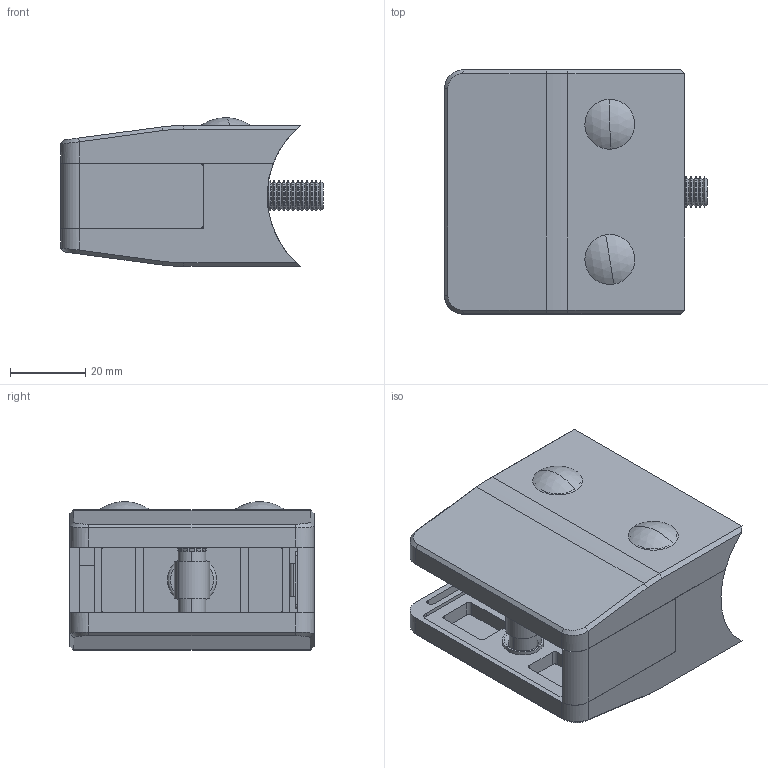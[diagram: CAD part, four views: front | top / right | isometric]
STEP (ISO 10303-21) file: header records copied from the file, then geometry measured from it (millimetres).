
FILE_DESCRIPTION (( 'STEP AP203' ), '1' );
FILE_NAME ('3548-ZN20.step', '2017-02-13T10:46:58', ( '' ), ( '' ), 'SwSTEP 2.0', 'SolidWorks 2015', '' );
FILE_SCHEMA (( 'CONFIG_CONTROL_DESIGN' ));
Length unit declared in the file: millimetre
Products named in the file (13): Haltegummi_35-Gummi; 35-Stift Teil2_35-Stift Teil2; 35xx-XXX Teil2_3548-ZN20; 35-Boden-XXX_35-Boden-ZN20; 35-Stift Teil1_35-Stift Teil1; 35-Kappe_35-Kappe; 35-Boden-GU_35-Boden-GU; 35-Boden_35-Boden-ZN20; socket head cap screw_din_DIN 912 M8 x 20 --- 20S; socket countersunk head screw_din_DIN 7991 - M6 x 16 --- 16S; 3548-ZN20; 35-Stift; 35xx-XXX Teil1_3548-ZN20
Assembly tree (15 placements, depth 3):
  3548-ZN20
    35xx-XXX Teil1_3548-ZN20
    35xx-XXX Teil2_3548-ZN20
    socket countersunk head screw_din_DIN 7991 - M6 x 16 --- 16S  x2
    socket head cap screw_din_DIN 912 M8 x 20 --- 20S
    35-Stift
      35-Stift Teil1_35-Stift Teil1
      35-Stift Teil2_35-Stift Teil2
    35-Kappe_35-Kappe  x2
    Haltegummi_35-Gummi  x2
    35-Boden-XXX_35-Boden-ZN20
      35-Boden_35-Boden-ZN20
      35-Boden-GU_35-Boden-GU
Bounding box: 70 x 65 x 39.6 mm (x, y, z)
Volume: 67691.9 mm3; surface area: 39100.7 mm2
Topology: 13 solids, 18 shells, 2076 faces, 5465 edges, 3588 vertices
Faces by surface type: plane 1039, bspline 551, cylinder 277, cone 197, torus 8, sphere 4
Entity records: 90652 total; most frequent: CARTESIAN_POINT 43928, ORIENTED_EDGE 10346, DIRECTION 7542, EDGE_CURVE 5173, VERTEX_POINT 3412, LINE 3268, VECTOR 3268, EDGE_LOOP 2145
